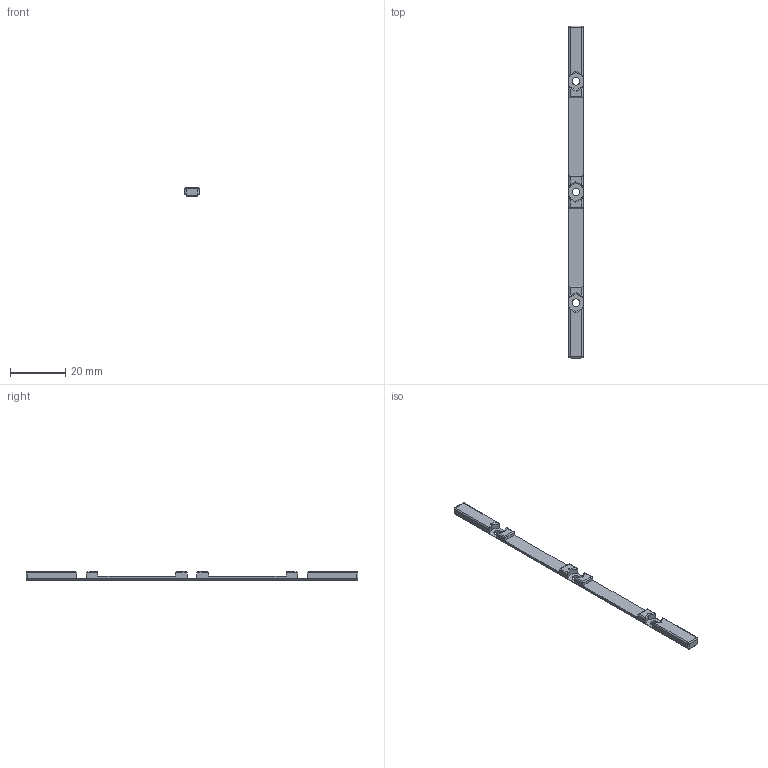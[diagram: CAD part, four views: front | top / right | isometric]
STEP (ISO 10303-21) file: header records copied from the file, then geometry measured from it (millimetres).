
FILE_DESCRIPTION(/* description */ (''),/* implementation_level */ '2;1');
FILE_NAME(/* name */ 'B-1515_Nut_Carrier_MGN15_8-X.stp',/* time_stamp */ '2020-11-21T19:34:31-08:00',/* author */ (''),/* organization */ (''),/* preprocessor_version */ 'ST-DEVELOPER v18.1',/* originating_system */ 'Autodesk Translation Framework v9.3.0.1241',/* authorisation */ '');
FILE_SCHEMA (('AUTOMOTIVE_DESIGN { 1 0 10303 214 3 1 1 }'));
Length unit declared in the file: millimetre
Products named in the file (1): 1515 Nut Carrier MGN15
Bounding box: 5.1 x 120 x 3 mm (x, y, z)
Volume: 1173 mm3; surface area: 1733.5 mm2
Topology: 1 solids, 1 shells, 81 faces, 191 edges, 112 vertices
Faces by surface type: cylinder 43, plane 34, sphere 4
Full cylindrical faces by diameter (mm): 2.8 x3
Entity records: 2310 total; most frequent: DIRECTION 407, CARTESIAN_POINT 385, ORIENTED_EDGE 382, EDGE_CURVE 191, LINE 139, VECTOR 139, AXIS2_PLACEMENT_3D 134, VERTEX_POINT 112
